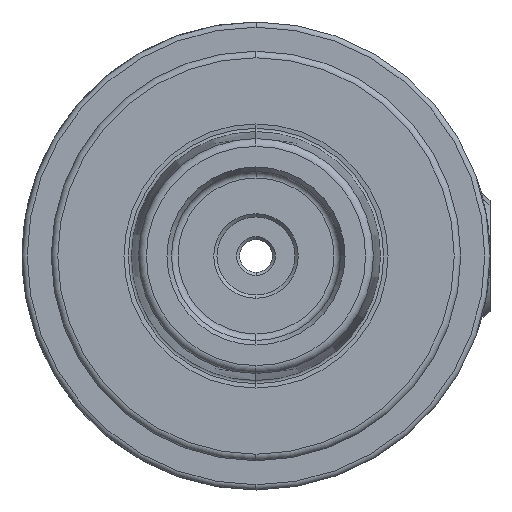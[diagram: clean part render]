
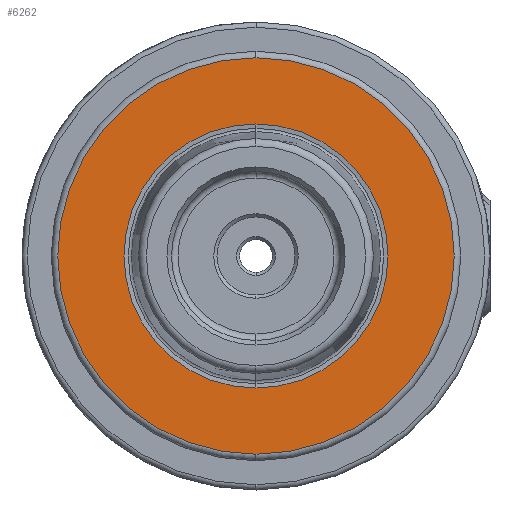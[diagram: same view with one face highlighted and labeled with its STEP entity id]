
A CAD part, left-side view. The second image highlights one B-rep face of the part: STEP entity #6262.
In plain terms, the highlighted planar face has unit normal (-1, 0, 0).
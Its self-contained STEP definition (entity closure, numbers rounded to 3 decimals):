
#52 = CIRCLE ( 'NONE', #20767, 30.5 ) ;
#66 = CIRCLE ( 'NONE', #20790, 20.308 ) ;
#746 = EDGE_CURVE ( 'NONE', #9271, #9286, #66, .T. ) ;
#785 = EDGE_CURVE ( 'NONE', #9329, #9324, #52, .T. ) ;
#1016 = EDGE_CURVE ( 'NONE', #9286, #9271, #20221, .T. ) ;
#1170 = EDGE_CURVE ( 'NONE', #9324, #9329, #20368, .T. ) ;
#4320 = DIRECTION ( 'NONE',  ( 0., 0., -1. ) ) ;
#4333 = DIRECTION ( 'NONE',  ( 1., 0., 0. ) ) ;
#4340 = CARTESIAN_POINT ( 'NONE',  ( 0., 0., 0. ) ) ;
#5493 = DIRECTION ( 'NONE',  ( -1., 0., 0. ) ) ;
#5529 = CARTESIAN_POINT ( 'NONE',  ( 0., 0., 0. ) ) ;
#5541 = DIRECTION ( 'NONE',  ( 0., 0., 1. ) ) ;
#6262 = ADVANCED_FACE ( 'NONE', ( #20732, #20733 ), #13380, .T. ) ;
#7450 = DIRECTION ( 'NONE',  ( 1., 0., 0. ) ) ;
#7569 = ORIENTED_EDGE ( 'NONE', *, *, #1170, .T. ) ;
#7570 = ORIENTED_EDGE ( 'NONE', *, *, #1016, .T. ) ;
#7583 = DIRECTION ( 'NONE',  ( 0., 0., -1. ) ) ;
#7589 = ORIENTED_EDGE ( 'NONE', *, *, #785, .T. ) ;
#7613 = ORIENTED_EDGE ( 'NONE', *, *, #746, .T. ) ;
#7723 = CARTESIAN_POINT ( 'NONE',  ( 0., 0., 0. ) ) ;
#7852 = EDGE_LOOP ( 'NONE', ( #7569, #7589 ) ) ;
#7888 = EDGE_LOOP ( 'NONE', ( #7570, #7613 ) ) ;
#8557 = DIRECTION ( 'NONE',  ( -1., 0., 0. ) ) ;
#8562 = DIRECTION ( 'NONE',  ( 0., 0., 1. ) ) ;
#8572 = CARTESIAN_POINT ( 'NONE',  ( 0., 0., 0. ) ) ;
#9271 = VERTEX_POINT ( 'NONE', #12336 ) ;
#9286 = VERTEX_POINT ( 'NONE', #12337 ) ;
#9324 = VERTEX_POINT ( 'NONE', #12331 ) ;
#9329 = VERTEX_POINT ( 'NONE', #12333 ) ;
#12331 = CARTESIAN_POINT ( 'NONE',  ( 0., 0., 30.5 ) ) ;
#12333 = CARTESIAN_POINT ( 'NONE',  ( 0., 0., -30.5 ) ) ;
#12336 = CARTESIAN_POINT ( 'NONE',  ( 0., 0., -20.308 ) ) ;
#12337 = CARTESIAN_POINT ( 'NONE',  ( 0., 0., 20.308 ) ) ;
#13380 = PLANE ( 'NONE',  #19743 ) ;
#13387 = DIRECTION ( 'NONE',  ( 0., 0., 1. ) ) ;
#13413 = CARTESIAN_POINT ( 'NONE',  ( 0., 20.308, 0. ) ) ;
#13422 = DIRECTION ( 'NONE',  ( -1., 0., 0. ) ) ;
#19743 = AXIS2_PLACEMENT_3D ( 'NONE', #13413, #13422, #13387 ) ;
#20221 = CIRCLE ( 'NONE', #20847, 20.308 ) ;
#20368 = CIRCLE ( 'NONE', #20916, 30.5 ) ;
#20732 = FACE_OUTER_BOUND ( 'NONE', #7852, .T. ) ;
#20733 = FACE_BOUND ( 'NONE', #7888, .T. ) ;
#20767 = AXIS2_PLACEMENT_3D ( 'NONE', #8572, #8557, #8562 ) ;
#20790 = AXIS2_PLACEMENT_3D ( 'NONE', #7723, #7450, #7583 ) ;
#20847 = AXIS2_PLACEMENT_3D ( 'NONE', #4340, #4333, #4320 ) ;
#20916 = AXIS2_PLACEMENT_3D ( 'NONE', #5529, #5493, #5541 ) ;
